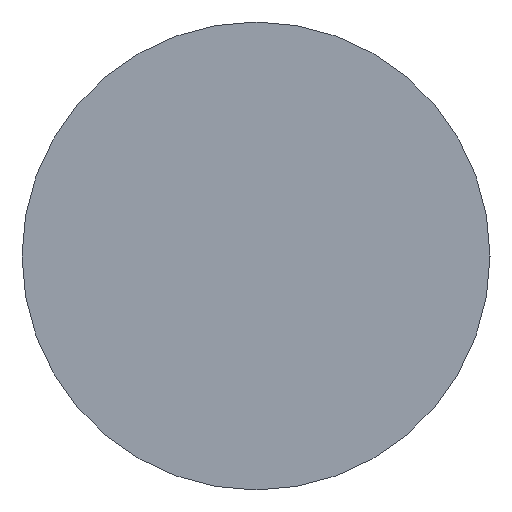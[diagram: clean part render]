
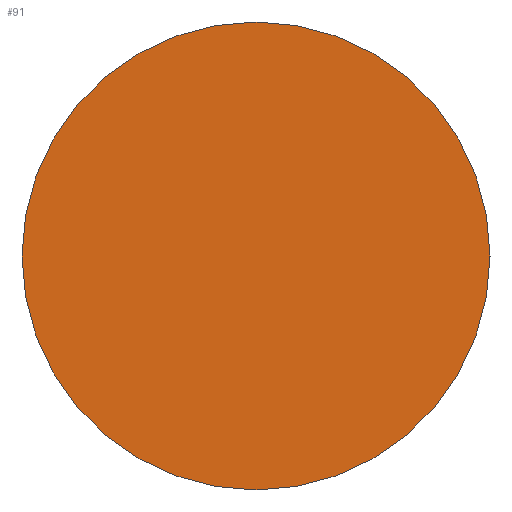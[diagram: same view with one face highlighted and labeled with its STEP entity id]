
A CAD part, left-side view. The second image highlights one B-rep face of the part: STEP entity #91.
In plain terms, the highlighted planar face has unit normal (-1, 0, 0).
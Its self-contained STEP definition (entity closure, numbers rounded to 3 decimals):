
#10 = CARTESIAN_POINT ( 'NONE',  ( 57.546, 34.689, 0. ) ) ;
#15 = VERTEX_POINT ( 'NONE', #164 ) ;
#17 = DIRECTION ( 'NONE',  ( -1., 0., 0. ) ) ;
#29 = ORIENTED_EDGE ( 'NONE', *, *, #165, .T. ) ;
#37 = CIRCLE ( 'NONE', #186, 6.25 ) ;
#41 = CARTESIAN_POINT ( 'NONE',  ( 57.546, 34.689, 0. ) ) ;
#42 = ORIENTED_EDGE ( 'NONE', *, *, #46, .T. ) ;
#46 = EDGE_CURVE ( 'NONE', #15, #66, #37, .T. ) ;
#49 = DIRECTION ( 'NONE',  ( 0., 0., 1. ) ) ;
#51 = FACE_OUTER_BOUND ( 'NONE', #79, .T. ) ;
#57 = DIRECTION ( 'NONE',  ( 1., 0., 0. ) ) ;
#66 = VERTEX_POINT ( 'NONE', #95 ) ;
#72 = DIRECTION ( 'NONE',  ( -1., 0., 0. ) ) ;
#79 = EDGE_LOOP ( 'NONE', ( #42, #29 ) ) ;
#88 = AXIS2_PLACEMENT_3D ( 'NONE', #182, #57, #168 ) ;
#91 = ADVANCED_FACE ( 'NONE', ( #51 ), #114, .F. ) ;
#95 = CARTESIAN_POINT ( 'NONE',  ( 57.546, 34.689, -6.25 ) ) ;
#111 = AXIS2_PLACEMENT_3D ( 'NONE', #10, #72, #49 ) ;
#112 = DIRECTION ( 'NONE',  ( 0., 0., 1. ) ) ;
#114 = PLANE ( 'NONE',  #88 ) ;
#126 = CIRCLE ( 'NONE', #111, 6.25 ) ;
#164 = CARTESIAN_POINT ( 'NONE',  ( 57.546, 34.689, 6.25 ) ) ;
#165 = EDGE_CURVE ( 'NONE', #66, #15, #126, .T. ) ;
#168 = DIRECTION ( 'NONE',  ( 0., 0., -1. ) ) ;
#182 = CARTESIAN_POINT ( 'NONE',  ( 57.546, 34.689, 0. ) ) ;
#186 = AXIS2_PLACEMENT_3D ( 'NONE', #41, #17, #112 ) ;
